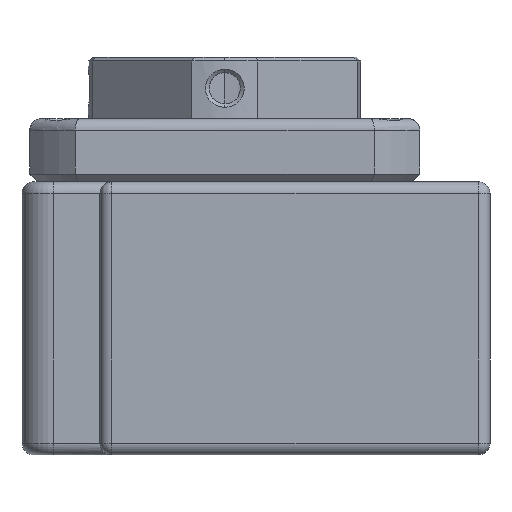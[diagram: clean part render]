
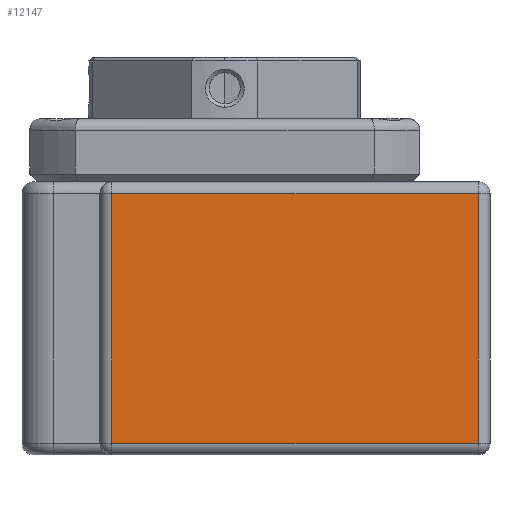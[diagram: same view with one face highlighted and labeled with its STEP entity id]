
A CAD part, left-side view. The second image highlights one B-rep face of the part: STEP entity #12147.
In plain terms, the highlighted planar face has unit normal (-1, 0, 0).
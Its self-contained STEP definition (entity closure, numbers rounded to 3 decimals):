
#201 = VERTEX_POINT ( 'NONE', #1845 ) ;
#270 = EDGE_CURVE ( 'NONE', #201, #4860, #8088, .T. ) ;
#276 = ORIENTED_EDGE ( 'NONE', *, *, #12736, .T. ) ;
#761 = CARTESIAN_POINT ( 'NONE',  ( -44., 23.5, -16. ) ) ;
#1845 = CARTESIAN_POINT ( 'NONE',  ( -44., -23.5, -16. ) ) ;
#2399 = VECTOR ( 'NONE', #15471, 1000. ) ;
#2587 = CARTESIAN_POINT ( 'NONE',  ( -44., -25., -16. ) ) ;
#3878 = VECTOR ( 'NONE', #13169, 1000. ) ;
#4860 = VERTEX_POINT ( 'NONE', #6364 ) ;
#5288 = LINE ( 'NONE', #2587, #3878 ) ;
#5949 = PLANE ( 'NONE',  #11581 ) ;
#5957 = VERTEX_POINT ( 'NONE', #761 ) ;
#6364 = CARTESIAN_POINT ( 'NONE',  ( -44., -23.5, 16. ) ) ;
#6434 = CARTESIAN_POINT ( 'NONE',  ( -44., 25., 16. ) ) ;
#7497 = VECTOR ( 'NONE', #16976, 1000. ) ;
#7515 = EDGE_CURVE ( 'NONE', #5957, #201, #5288, .T. ) ;
#7524 = DIRECTION ( 'NONE',  ( 0., 0., -1. ) ) ;
#7949 = CARTESIAN_POINT ( 'NONE',  ( -44., 23.5, 17.5 ) ) ;
#8085 = FACE_OUTER_BOUND ( 'NONE', #9841, .T. ) ;
#8088 = LINE ( 'NONE', #10657, #15647 ) ;
#8618 = ORIENTED_EDGE ( 'NONE', *, *, #7515, .T. ) ;
#9841 = EDGE_LOOP ( 'NONE', ( #17048, #8618, #12274, #276 ) ) ;
#10657 = CARTESIAN_POINT ( 'NONE',  ( -44., -23.5, 17.5 ) ) ;
#11581 = AXIS2_PLACEMENT_3D ( 'NONE', #19536, #16565, #7524 ) ;
#12147 = ADVANCED_FACE ( 'NONE', ( #8085 ), #5949, .F. ) ;
#12274 = ORIENTED_EDGE ( 'NONE', *, *, #270, .T. ) ;
#12308 = DIRECTION ( 'NONE',  ( 0., 0., 1. ) ) ;
#12736 = EDGE_CURVE ( 'NONE', #4860, #16920, #13972, .T. ) ;
#13063 = CARTESIAN_POINT ( 'NONE',  ( -44., 23.5, 16. ) ) ;
#13169 = DIRECTION ( 'NONE',  ( 0., -1., 0. ) ) ;
#13972 = LINE ( 'NONE', #6434, #2399 ) ;
#15471 = DIRECTION ( 'NONE',  ( 0., 1., 0. ) ) ;
#15647 = VECTOR ( 'NONE', #12308, 1000. ) ;
#16565 = DIRECTION ( 'NONE',  ( 1., 0., 0. ) ) ;
#16920 = VERTEX_POINT ( 'NONE', #13063 ) ;
#16976 = DIRECTION ( 'NONE',  ( 0., 0., -1. ) ) ;
#17048 = ORIENTED_EDGE ( 'NONE', *, *, #17731, .T. ) ;
#17731 = EDGE_CURVE ( 'NONE', #16920, #5957, #19059, .T. ) ;
#19059 = LINE ( 'NONE', #7949, #7497 ) ;
#19536 = CARTESIAN_POINT ( 'NONE',  ( -44., 25., 17.5 ) ) ;
